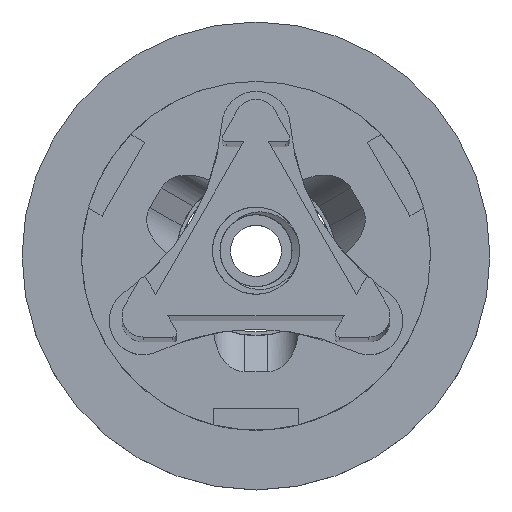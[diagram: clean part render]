
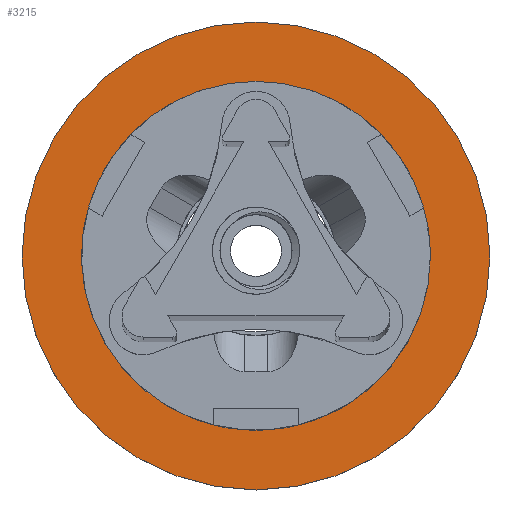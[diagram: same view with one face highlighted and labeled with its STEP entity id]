
A CAD part, top view. The second image highlights one B-rep face of the part: STEP entity #3215.
In plain terms, the highlighted planar face has unit normal (0, 0, 1).
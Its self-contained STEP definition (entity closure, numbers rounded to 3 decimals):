
#45=FACE_BOUND('',#374,.T.);
#66=PLANE('',#3397);
#200=FACE_OUTER_BOUND('',#373,.T.);
#373=EDGE_LOOP('',(#2326));
#374=EDGE_LOOP('',(#2327));
#530=CIRCLE('',#3393,13.75);
#532=CIRCLE('',#3398,10.25);
#1340=VERTEX_POINT('',#7849);
#1342=VERTEX_POINT('',#7910);
#1713=EDGE_CURVE('',#1340,#1340,#530,.T.);
#1719=EDGE_CURVE('',#1342,#1342,#532,.T.);
#2326=ORIENTED_EDGE('',*,*,#1713,.T.);
#2327=ORIENTED_EDGE('',*,*,#1719,.F.);
#3215=ADVANCED_FACE('',(#200,#45),#66,.F.);
#3393=AXIS2_PLACEMENT_3D('',#7850,#3725,#3726);
#3397=AXIS2_PLACEMENT_3D('',#7909,#3735,#3736);
#3398=AXIS2_PLACEMENT_3D('',#7911,#3737,#3738);
#3725=DIRECTION('center_axis',(0.,0.,1.));
#3726=DIRECTION('ref_axis',(1.,0.,0.));
#3735=DIRECTION('center_axis',(0.,0.,-1.));
#3736=DIRECTION('ref_axis',(-1.,0.,0.));
#3737=DIRECTION('center_axis',(0.,0.,1.));
#3738=DIRECTION('ref_axis',(-1.,0.,0.));
#7849=CARTESIAN_POINT('',(-13.75,0.,-12.));
#7850=CARTESIAN_POINT('Origin',(0.,0.,-12.));
#7909=CARTESIAN_POINT('Origin',(0.,0.,-12.));
#7910=CARTESIAN_POINT('',(10.25,0.,-12.));
#7911=CARTESIAN_POINT('Origin',(0.,0.,-12.));
